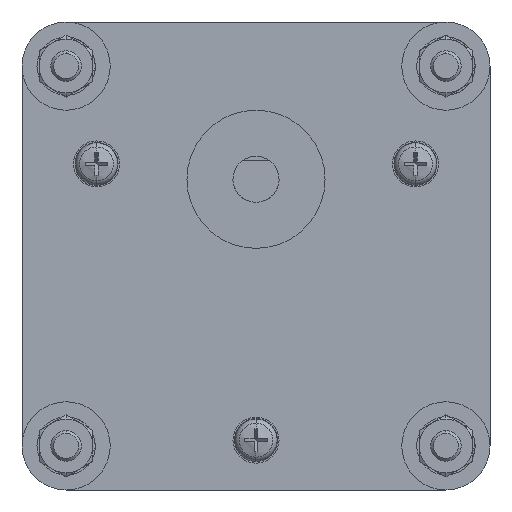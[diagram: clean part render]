
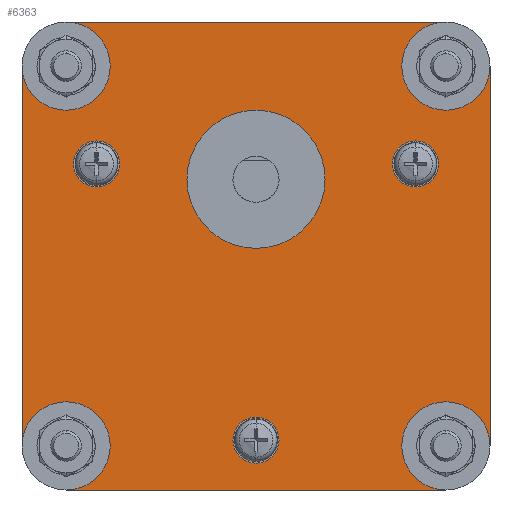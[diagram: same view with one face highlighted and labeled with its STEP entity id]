
A CAD part, left-side view. The second image highlights one B-rep face of the part: STEP entity #6363.
In plain terms, the highlighted planar face has unit normal (-1, 0, 0).
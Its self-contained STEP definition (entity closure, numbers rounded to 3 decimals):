
#5882=CARTESIAN_POINT('POINT1578',(1.,
   0.,9.));
#5883=VERTEX_POINT('VERTEX1578',#5882);
#5890=CARTESIAN_POINT('POINT1579',(1.,0.,
   -9.));
#5891=VERTEX_POINT('VERTEX1579',#5890);
#5892=CARTESIAN_POINT('POS2181',(1.,0.,
   0.));
#5893=DIRECTION('DIR3434',(-1.,0.,0.));
#5894=DIRECTION('DIR3435',(0.,0.,1.));
#5895=AXIS2_PLACEMENT_3D('AXIS1254',#5892,#5893,#5894);
#5896=CIRCLE('ELLIPSE613',#5895,9.);
#5897=EDGE_CURVE('EDGE2540',#5883,#5891,#5896,.T.);
#5917=EDGE_CURVE('EDGE2542',#5891,#5883,#5896,.T.);
#5922=CARTESIAN_POINT('POINT1580',(1.,
   18.187,0.5));
#5923=VERTEX_POINT('VERTEX1580',#5922);
#5930=CARTESIAN_POINT('POINT1581',(1.,
   23.383,3.5));
#5931=VERTEX_POINT('VERTEX1581',#5930);
#5932=CARTESIAN_POINT('POS2185',(1.,
   20.785,2.));
#5933=DIRECTION('DIR3440',(1.,0.,
   0.));
#5934=DIRECTION('DIR3441',(0.,-0.866,
   -0.5));
#5935=AXIS2_PLACEMENT_3D('AXIS1256',#5932,#5933,#5934);
#5936=CIRCLE('ELLIPSE614',#5935,3.);
#5937=EDGE_CURVE('EDGE2544',#5931,#5923,#5936,.T.);
#5957=EDGE_CURVE('EDGE2546',#5923,#5931,#5936,.T.);
#5962=CARTESIAN_POINT('POINT1582',(1.,
   -18.187,0.5));
#5963=VERTEX_POINT('VERTEX1582',#5962);
#5970=CARTESIAN_POINT('POINT1583',(1.,
   -23.383,3.5));
#5971=VERTEX_POINT('VERTEX1583',#5970);
#5972=CARTESIAN_POINT('POS2189',(1.,
   -20.785,2.));
#5973=DIRECTION('DIR3446',(1.,0.,
   0.));
#5974=DIRECTION('DIR3447',(0.,0.866,
   -0.5));
#5975=AXIS2_PLACEMENT_3D('AXIS1258',#5972,#5973,#5974);
#5976=CIRCLE('ELLIPSE615',#5975,3.);
#5977=EDGE_CURVE('EDGE2548',#5971,#5963,#5976,.T.);
#5997=EDGE_CURVE('EDGE2550',#5963,#5971,#5976,.T.);
#6002=CARTESIAN_POINT('POINT1584',(1.,0.,-31.));
#6003=VERTEX_POINT('VERTEX1584',#6002);
#6010=CARTESIAN_POINT('POINT1585',(1.,
   0.,-37.));
#6011=VERTEX_POINT('VERTEX1585',#6010);
#6012=CARTESIAN_POINT('POS2193',(1.,0.,
   -34.));
#6013=DIRECTION('DIR3452',(1.,0.,0.));
#6014=DIRECTION('DIR3453',(0.,0.,1.));
#6015=AXIS2_PLACEMENT_3D('AXIS1260',#6012,#6013,#6014);
#6016=CIRCLE('ELLIPSE616',#6015,3.);
#6017=EDGE_CURVE('EDGE2552',#6011,#6003,#6016,.T.);
#6037=EDGE_CURVE('EDGE2554',#6003,#6011,#6016,.T.);
#6077=CARTESIAN_POINT('POINT1588',(1.,24.75,20.5));
#6078=VERTEX_POINT('VERTEX1588',#6077);
#6086=CARTESIAN_POINT('POINT1589',(1.,24.75,
   9.));
#6087=VERTEX_POINT('VERTEX1589',#6086);
#6094=CARTESIAN_POINT('POS2200',(1.,24.75,
   14.75));
#6095=DIRECTION('DIR3463',(1.,0.,0.));
#6096=DIRECTION('DIR3464',(0.,0.,-1.));
#6097=AXIS2_PLACEMENT_3D('AXIS1264',#6094,#6095,#6096);
#6098=CIRCLE('ELLIPSE618',#6097,5.75);
#6099=EDGE_CURVE('EDGE2559',#6078,#6087,#6098,.T.);
#6148=CARTESIAN_POINT('POINT1593',(1.,30.5,-34.75));
#6149=VERTEX_POINT('VERTEX1593',#6148);
#6157=CARTESIAN_POINT('POINT1594',(1.,19.,-34.75));
#6158=VERTEX_POINT('VERTEX1594',#6157);
#6165=CARTESIAN_POINT('POS2206',(1.,24.75,-34.75));
#6166=DIRECTION('DIR3473',(1.,0.,0.));
#6167=DIRECTION('DIR3474',(0.,0.,-1.));
#6168=AXIS2_PLACEMENT_3D('AXIS1268',#6165,#6166,#6167);
#6169=CIRCLE('ELLIPSE620',#6168,5.75);
#6170=EDGE_CURVE('EDGE2565',#6149,#6158,#6169,.T.);
#6215=CARTESIAN_POINT('POINT1597',(1.,-24.75,-40.5));
#6216=VERTEX_POINT('VERTEX1597',#6215);
#6224=CARTESIAN_POINT('POINT1598',(1.,-24.75,-29.));
#6225=VERTEX_POINT('VERTEX1598',#6224);
#6232=CARTESIAN_POINT('POS2212',(1.,-24.75,-34.75));
#6233=DIRECTION('DIR3483',(1.,0.,0.));
#6234=DIRECTION('DIR3484',(0.,0.,-1.));
#6235=AXIS2_PLACEMENT_3D('AXIS1272',#6232,#6233,#6234);
#6236=CIRCLE('ELLIPSE622',#6235,5.75);
#6237=EDGE_CURVE('EDGE2570',#6216,#6225,#6236,.T.);
#6286=ORIENTED_EDGE('COEDGE5123',*,*,#6170,.T.);
#6287=CARTESIAN_POINT('POINT1602',(1.,24.75,-40.5));
#6288=VERTEX_POINT('VERTEX1602',#6287);
#6289=EDGE_CURVE('EDGE2574',#6158,#6288,#6169,.T.);
#6290=ORIENTED_EDGE('COEDGE5124',*,*,#6289,.T.);
#6291=CARTESIAN_POINT('POS2216',(1.,24.75,-40.5));
#6292=DIRECTION('DIR3491',(0.,-1.,0.));
#6293=VECTOR('VEC941',#6292,1.);
#6294=LINE('STRAIGHT941',#6291,#6293);
#6295=EDGE_CURVE('EDGE2575',#6288,#6216,#6294,.T.);
#6296=ORIENTED_EDGE('COEDGE5125',*,*,#6295,.T.);
#6297=ORIENTED_EDGE('COEDGE5126',*,*,#6237,.T.);
#6298=CARTESIAN_POINT('POINT1603',(1.,-30.5,-34.75));
#6299=VERTEX_POINT('VERTEX1603',#6298);
#6300=EDGE_CURVE('EDGE2576',#6225,#6299,#6236,.T.);
#6301=ORIENTED_EDGE('COEDGE5127',*,*,#6300,.T.);
#6302=CARTESIAN_POINT('POINT1604',(1.,-30.5,14.75));
#6303=VERTEX_POINT('VERTEX1604',#6302);
#6304=CARTESIAN_POINT('POS2217',(1.,-30.5,
   -10.));
#6305=DIRECTION('DIR3492',(0.,0.,1.));
#6306=VECTOR('VEC942',#6305,1.);
#6307=LINE('STRAIGHT942',#6304,#6306);
#6308=EDGE_CURVE('EDGE2577',#6299,#6303,#6307,.T.);
#6309=ORIENTED_EDGE('COEDGE5128',*,*,#6308,.T.);
#6310=CARTESIAN_POINT('POINT1605',(1.,-19.,
   14.75));
#6311=VERTEX_POINT('VERTEX1605',#6310);
#6312=CARTESIAN_POINT('POS2218',(1.,-24.75,
   14.75));
#6313=DIRECTION('DIR3493',(1.,0.,0.));
#6314=DIRECTION('DIR3494',(0.,0.,-1.));
#6315=AXIS2_PLACEMENT_3D('AXIS1276',#6312,#6313,#6314);
#6316=CIRCLE('ELLIPSE624',#6315,5.75);
#6317=EDGE_CURVE('EDGE2578',#6303,#6311,#6316,.T.);
#6318=ORIENTED_EDGE('COEDGE5129',*,*,#6317,.T.);
#6319=CARTESIAN_POINT('POINT1606',(1.,-24.75,20.5));
#6320=VERTEX_POINT('VERTEX1606',#6319);
#6321=EDGE_CURVE('EDGE2579',#6311,#6320,#6316,.T.);
#6322=ORIENTED_EDGE('COEDGE5130',*,*,#6321,.T.);
#6323=CARTESIAN_POINT('POS2219',(1.,-24.75,20.5));
#6324=DIRECTION('DIR3495',(0.,1.,0.));
#6325=VECTOR('VEC943',#6324,1.);
#6326=LINE('STRAIGHT943',#6323,#6325);
#6327=EDGE_CURVE('EDGE2580',#6320,#6078,#6326,.T.);
#6328=ORIENTED_EDGE('COEDGE5131',*,*,#6327,.T.);
#6329=ORIENTED_EDGE('COEDGE5132',*,*,#6099,.T.);
#6330=CARTESIAN_POINT('POINT1607',(1.,30.5,14.75));
#6331=VERTEX_POINT('VERTEX1607',#6330);
#6332=EDGE_CURVE('EDGE2581',#6087,#6331,#6098,.T.);
#6333=ORIENTED_EDGE('COEDGE5133',*,*,#6332,.T.);
#6334=CARTESIAN_POINT('POS2220',(1.,30.5,14.75));
#6335=DIRECTION('DIR3496',(0.,0.,-1.));
#6336=VECTOR('VEC944',#6335,1.);
#6337=LINE('STRAIGHT944',#6334,#6336);
#6338=EDGE_CURVE('EDGE2582',#6331,#6149,#6337,.T.);
#6339=ORIENTED_EDGE('COEDGE5134',*,*,#6338,.T.);
#6340=EDGE_LOOP('NONE',(#6286,#6290,#6296,#6297,#6301,#6309,#6318,#6322,
   #6328,#6329,#6333,#6339));
#6341=FACE_BOUND('LOOP1',#6340,.T.);
#6342=ORIENTED_EDGE('COEDGE5135',*,*,#6037,.T.);
#6343=ORIENTED_EDGE('COEDGE5136',*,*,#6017,.T.);
#6344=EDGE_LOOP('NONE',(#6342,#6343));
#6345=FACE_BOUND('LOOP1',#6344,.T.);
#6346=ORIENTED_EDGE('COEDGE5137',*,*,#5997,.T.);
#6347=ORIENTED_EDGE('COEDGE5138',*,*,#5977,.T.);
#6348=EDGE_LOOP('NONE',(#6346,#6347));
#6349=FACE_BOUND('LOOP1',#6348,.T.);
#6350=ORIENTED_EDGE('COEDGE5139',*,*,#5957,.T.);
#6351=ORIENTED_EDGE('COEDGE5140',*,*,#5937,.T.);
#6352=EDGE_LOOP('NONE',(#6350,#6351));
#6353=FACE_BOUND('LOOP1',#6352,.T.);
#6354=ORIENTED_EDGE('COEDGE5141',*,*,#5917,.F.);
#6355=ORIENTED_EDGE('COEDGE5142',*,*,#5897,.F.);
#6356=EDGE_LOOP('NONE',(#6354,#6355));
#6357=FACE_BOUND('LOOP1',#6356,.T.);
#6358=CARTESIAN_POINT('POS2221',(1.,0.,
   -10.));
#6359=DIRECTION('DIR3497',(1.,0.,0.));
#6360=DIRECTION('DIR3498',(0.,1.,0.));
#6361=AXIS2_PLACEMENT_3D('AXIS1277',#6358,#6359,#6360);
#6362=PLANE('PLANE354',#6361);
#6363=ADVANCED_FACE('FACE1136',(#6341,#6345,#6349,#6353,#6357),#6362,.F.
   );
